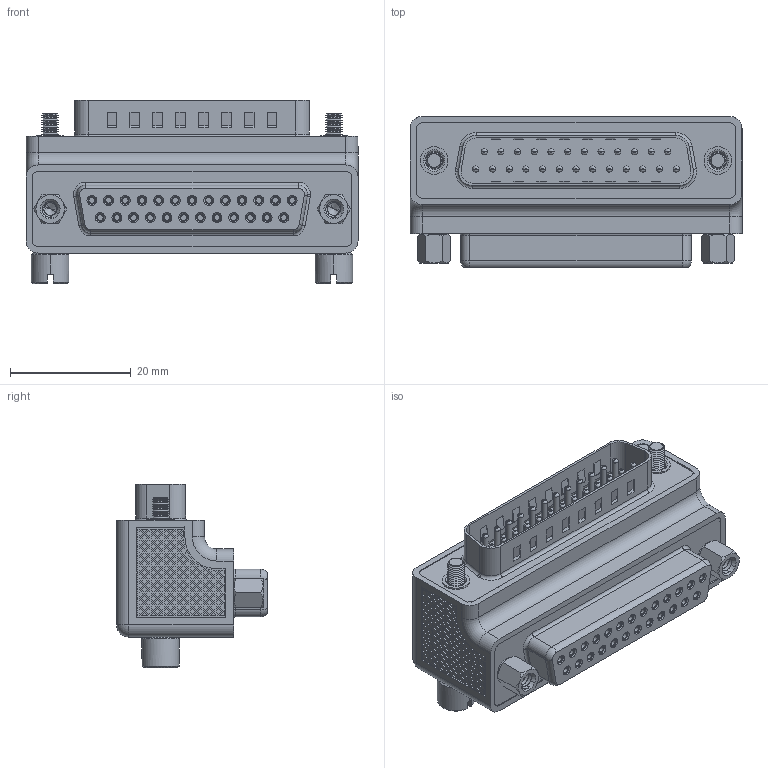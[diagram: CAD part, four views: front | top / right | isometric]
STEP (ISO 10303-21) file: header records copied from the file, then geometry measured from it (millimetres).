
FILE_DESCRIPTION (( 'STEP AP203' ), '1' );
FILE_NAME ('DG9025MF1.STEP', '2013-02-14T20:37:07', ( 'x' ), ( '' ), 'SwSTEP 2.0', 'SolidWorks 2012', '' );
FILE_SCHEMA (( 'CONFIG_CONTROL_DESIGN' ));
Products named in the file (8): DG9025MF1; 3AB01-142_DG9025MF1; 1AC08-013; 1AC08-018; MTN-444; 1AJ10-005_1AJ10-006; 1AJ06-050; MTN-445
Assembly tree (9 placements, depth 3):
  DG9025MF1
    3AB01-142_DG9025MF1
      MTN-445
      1AJ06-050  x2
      1AJ10-005_1AJ10-006  x2
      MTN-444
      1AC08-018
      1AC08-013
Bounding box: 55.07 x 25.02 x 30.4 mm (x, y, z)
Volume: 27895.8 mm3; surface area: 24460.3 mm2
Topology: 66 solids, 66 shells, 3783 faces, 9131 edges, 5930 vertices
Faces by surface type: plane 2624, cylinder 682, cone 238, torus 163, bspline 56, sphere 20
Entity records: 111998 total; most frequent: CARTESIAN_POINT 24144, ORIENTED_EDGE 17750, DIRECTION 17534, EDGE_CURVE 8875, LINE 6660, VECTOR 6660, VERTEX_POINT 5789, AXIS2_PLACEMENT_3D 5437
